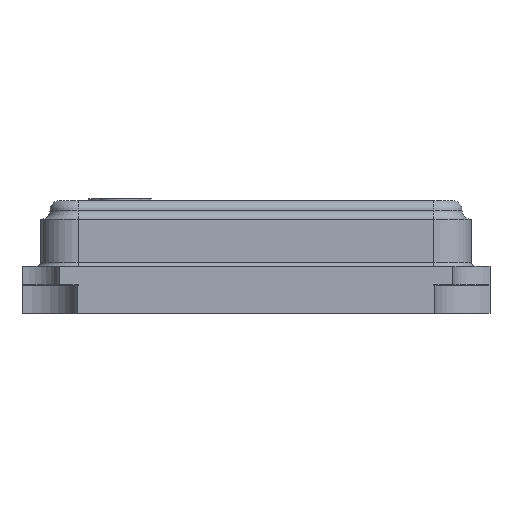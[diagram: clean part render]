
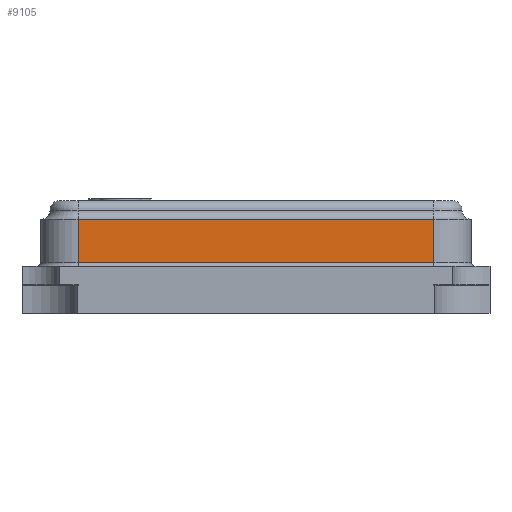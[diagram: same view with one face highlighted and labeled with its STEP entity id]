
A CAD part, left-side view. The second image highlights one B-rep face of the part: STEP entity #9105.
In plain terms, the highlighted planar face has unit normal (-1, 0, 0).
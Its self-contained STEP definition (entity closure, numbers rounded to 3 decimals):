
#8339 = CYLINDRICAL_SURFACE('',#8340,0.02);
#8340 = AXIS2_PLACEMENT_3D('',#8341,#8342,#8343);
#8341 = CARTESIAN_POINT('',(-1.52,-0.95,
    0.271));
#8342 = DIRECTION('',(0.,1.,0.));
#8343 = DIRECTION('',(0.,-0.,1.));
#8505 = EDGE_CURVE('',#8506,#8508,#8510,.T.);
#8506 = VERTEX_POINT('',#8507);
#8507 = CARTESIAN_POINT('',(-1.5,-0.95,
    0.501));
#8508 = VERTEX_POINT('',#8509);
#8509 = CARTESIAN_POINT('',(-1.5,-0.95,
    0.271));
#8510 = SURFACE_CURVE('',#8511,(#8515,#8527),.PCURVE_S1.);
#8511 = LINE('',#8512,#8513);
#8512 = CARTESIAN_POINT('',(-1.5,-0.95,
    0.501));
#8513 = VECTOR('',#8514,1.);
#8514 = DIRECTION('',(-0.,-0.,-1.));
#8515 = PCURVE('',#8516,#8521);
#8516 = CYLINDRICAL_SURFACE('',#8517,0.2);
#8517 = AXIS2_PLACEMENT_3D('',#8518,#8519,#8520);
#8518 = CARTESIAN_POINT('',(-1.3,-0.95,
    0.501));
#8519 = DIRECTION('',(-0.,-0.,-1.));
#8520 = DIRECTION('',(-1.,0.,0.));
#8521 = DEFINITIONAL_REPRESENTATION('',(#8522),#8526);
#8522 = LINE('',#8523,#8524);
#8523 = CARTESIAN_POINT('',(6.283,0.));
#8524 = VECTOR('',#8525,1.);
#8525 = DIRECTION('',(0.,1.));
#8526 = ( GEOMETRIC_REPRESENTATION_CONTEXT(2) 
PARAMETRIC_REPRESENTATION_CONTEXT() REPRESENTATION_CONTEXT('2D SPACE',''
  ) );
#8527 = PCURVE('',#8528,#8533);
#8528 = PLANE('',#8529);
#8529 = AXIS2_PLACEMENT_3D('',#8530,#8531,#8532);
#8530 = CARTESIAN_POINT('',(-1.5,-0.95,
    0.501));
#8531 = DIRECTION('',(1.,0.,0.));
#8532 = DIRECTION('',(0.,0.,-1.));
#8533 = DEFINITIONAL_REPRESENTATION('',(#8534),#8538);
#8534 = LINE('',#8535,#8536);
#8535 = CARTESIAN_POINT('',(0.,0.));
#8536 = VECTOR('',#8537,1.);
#8537 = DIRECTION('',(1.,0.));
#8538 = ( GEOMETRIC_REPRESENTATION_CONTEXT(2) 
PARAMETRIC_REPRESENTATION_CONTEXT() REPRESENTATION_CONTEXT('2D SPACE',''
  ) );
#8990 = CYLINDRICAL_SURFACE('',#8991,0.2);
#8991 = AXIS2_PLACEMENT_3D('',#8992,#8993,#8994);
#8992 = CARTESIAN_POINT('',(-1.3,0.95,
    0.501));
#8993 = DIRECTION('',(-0.,-0.,-1.));
#8994 = DIRECTION('',(-1.,0.,0.));
#9033 = VERTEX_POINT('',#9034);
#9034 = CARTESIAN_POINT('',(-1.5,0.95,
    0.271));
#9056 = EDGE_CURVE('',#9057,#9033,#9059,.T.);
#9057 = VERTEX_POINT('',#9058);
#9058 = CARTESIAN_POINT('',(-1.5,0.95,
    0.501));
#9059 = SURFACE_CURVE('',#9060,(#9064,#9071),.PCURVE_S1.);
#9060 = LINE('',#9061,#9062);
#9061 = CARTESIAN_POINT('',(-1.5,0.95,
    0.501));
#9062 = VECTOR('',#9063,1.);
#9063 = DIRECTION('',(-0.,-0.,-1.));
#9064 = PCURVE('',#8990,#9065);
#9065 = DEFINITIONAL_REPRESENTATION('',(#9066),#9070);
#9066 = LINE('',#9067,#9068);
#9067 = CARTESIAN_POINT('',(0.,0.));
#9068 = VECTOR('',#9069,1.);
#9069 = DIRECTION('',(0.,1.));
#9070 = ( GEOMETRIC_REPRESENTATION_CONTEXT(2) 
PARAMETRIC_REPRESENTATION_CONTEXT() REPRESENTATION_CONTEXT('2D SPACE',''
  ) );
#9071 = PCURVE('',#8528,#9072);
#9072 = DEFINITIONAL_REPRESENTATION('',(#9073),#9077);
#9073 = LINE('',#9074,#9075);
#9074 = CARTESIAN_POINT('',(0.,1.9));
#9075 = VECTOR('',#9076,1.);
#9076 = DIRECTION('',(1.,0.));
#9077 = ( GEOMETRIC_REPRESENTATION_CONTEXT(2) 
PARAMETRIC_REPRESENTATION_CONTEXT() REPRESENTATION_CONTEXT('2D SPACE',''
  ) );
#9105 = ADVANCED_FACE('',(#9106),#8528,.F.);
#9106 = FACE_BOUND('',#9107,.T.);
#9107 = EDGE_LOOP('',(#9108,#9109,#9130,#9131));
#9108 = ORIENTED_EDGE('',*,*,#9056,.T.);
#9109 = ORIENTED_EDGE('',*,*,#9110,.T.);
#9110 = EDGE_CURVE('',#9033,#8508,#9111,.T.);
#9111 = SURFACE_CURVE('',#9112,(#9116,#9123),.PCURVE_S1.);
#9112 = LINE('',#9113,#9114);
#9113 = CARTESIAN_POINT('',(-1.5,-0.95,
    0.271));
#9114 = VECTOR('',#9115,1.);
#9115 = DIRECTION('',(0.,-1.,0.));
#9116 = PCURVE('',#8528,#9117);
#9117 = DEFINITIONAL_REPRESENTATION('',(#9118),#9122);
#9118 = LINE('',#9119,#9120);
#9119 = CARTESIAN_POINT('',(0.23,0.));
#9120 = VECTOR('',#9121,1.);
#9121 = DIRECTION('',(0.,-1.));
#9122 = ( GEOMETRIC_REPRESENTATION_CONTEXT(2) 
PARAMETRIC_REPRESENTATION_CONTEXT() REPRESENTATION_CONTEXT('2D SPACE',''
  ) );
#9123 = PCURVE('',#8339,#9124);
#9124 = DEFINITIONAL_REPRESENTATION('',(#9125),#9129);
#9125 = LINE('',#9126,#9127);
#9126 = CARTESIAN_POINT('',(1.571,0.));
#9127 = VECTOR('',#9128,1.);
#9128 = DIRECTION('',(0.,-1.));
#9129 = ( GEOMETRIC_REPRESENTATION_CONTEXT(2) 
PARAMETRIC_REPRESENTATION_CONTEXT() REPRESENTATION_CONTEXT('2D SPACE',''
  ) );
#9130 = ORIENTED_EDGE('',*,*,#8505,.F.);
#9131 = ORIENTED_EDGE('',*,*,#9132,.F.);
#9132 = EDGE_CURVE('',#9057,#8506,#9133,.T.);
#9133 = SURFACE_CURVE('',#9134,(#9138,#9145),.PCURVE_S1.);
#9134 = LINE('',#9135,#9136);
#9135 = CARTESIAN_POINT('',(-1.5,-0.95,
    0.501));
#9136 = VECTOR('',#9137,1.);
#9137 = DIRECTION('',(-0.,-1.,-0.));
#9138 = PCURVE('',#8528,#9139);
#9139 = DEFINITIONAL_REPRESENTATION('',(#9140),#9144);
#9140 = LINE('',#9141,#9142);
#9141 = CARTESIAN_POINT('',(0.,0.));
#9142 = VECTOR('',#9143,1.);
#9143 = DIRECTION('',(0.,-1.));
#9144 = ( GEOMETRIC_REPRESENTATION_CONTEXT(2) 
PARAMETRIC_REPRESENTATION_CONTEXT() REPRESENTATION_CONTEXT('2D SPACE',''
  ) );
#9145 = PCURVE('',#9146,#9151);
#9146 = CYLINDRICAL_SURFACE('',#9147,0.05);
#9147 = AXIS2_PLACEMENT_3D('',#9148,#9149,#9150);
#9148 = CARTESIAN_POINT('',(-1.5,0.95,
    0.551));
#9149 = DIRECTION('',(0.,1.,0.));
#9150 = DIRECTION('',(0.,-0.,1.));
#9151 = DEFINITIONAL_REPRESENTATION('',(#9152),#9156);
#9152 = LINE('',#9153,#9154);
#9153 = CARTESIAN_POINT('',(3.142,-1.9));
#9154 = VECTOR('',#9155,1.);
#9155 = DIRECTION('',(0.,-1.));
#9156 = ( GEOMETRIC_REPRESENTATION_CONTEXT(2) 
PARAMETRIC_REPRESENTATION_CONTEXT() REPRESENTATION_CONTEXT('2D SPACE',''
  ) );
